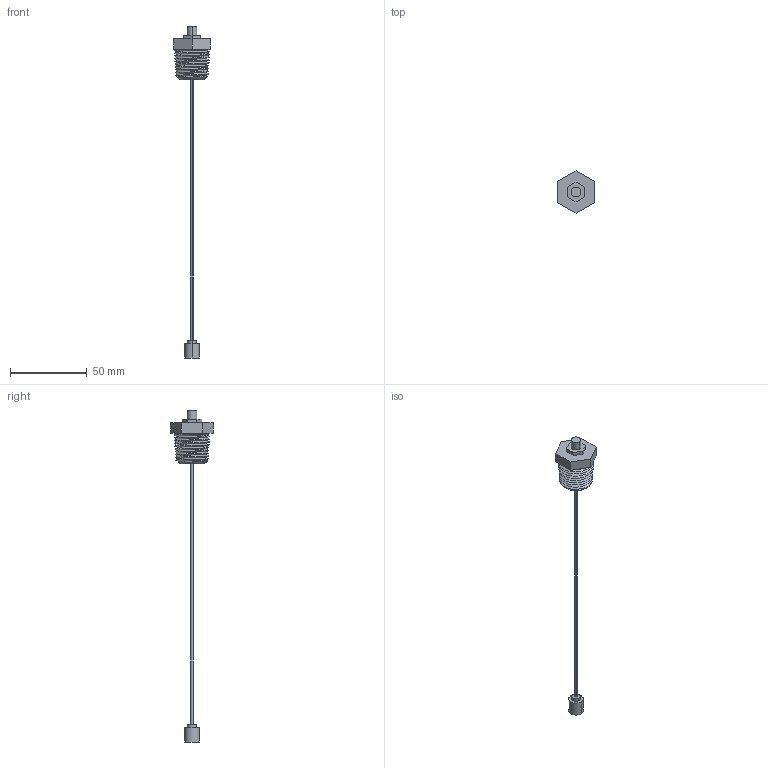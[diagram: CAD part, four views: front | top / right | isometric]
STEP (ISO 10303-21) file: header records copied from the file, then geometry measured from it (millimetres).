
FILE_DESCRIPTION((''),'2;1');
FILE_NAME('149932_SW','2009-11-24T',('banengservice'),('BANNER ENGINEERING'),'PRO/ENGINEER BY PARAMETRIC TECHNOLOGY CORPORATION, 2009141','PRO/ENGINEER BY PARAMETRIC TECHNOLOGY CORPORATION, 2009141','');
FILE_SCHEMA(('CONFIG_CONTROL_DESIGN'));
Length unit declared in the file: inch
Products named in the file (1): 149932_SW
Bounding box: 23.83 x 27.51 x 215.9 mm (x, y, z)
Volume: 8519.1 mm3; surface area: 6555.4 mm2
Topology: 1 solids, 1 shells, 72 faces, 173 edges, 112 vertices
Faces by surface type: cone 26, plane 24, cylinder 16, bspline 6
Entity records: 6701 total; most frequent: CARTESIAN_POINT 5060, ORIENTED_EDGE 346, DIRECTION 294, EDGE_CURVE 173, VERTEX_POINT 112, AXIS2_PLACEMENT_3D 105, VECTOR 84, LINE 84
